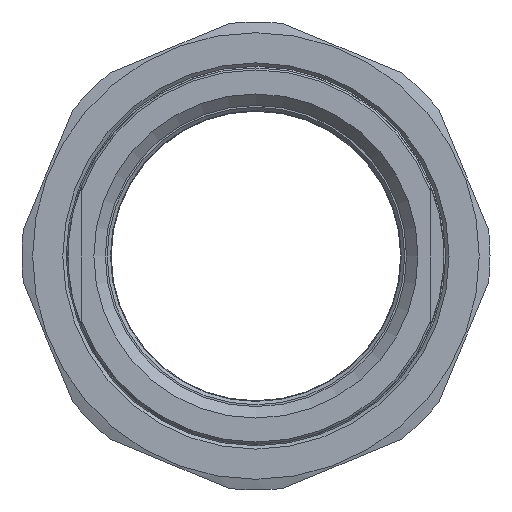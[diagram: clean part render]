
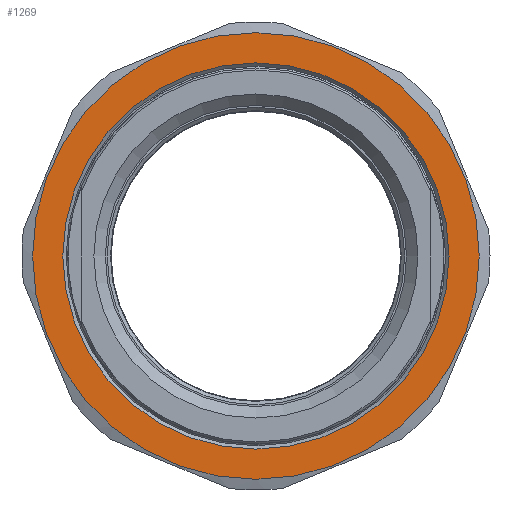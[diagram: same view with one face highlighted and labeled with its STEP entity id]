
A CAD part, left-side view. The second image highlights one B-rep face of the part: STEP entity #1269.
In plain terms, the highlighted planar face has unit normal (-1, 0, 0).
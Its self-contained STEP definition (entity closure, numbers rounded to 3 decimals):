
#47=FACE_BOUND('',#231,.T.);
#110=PLANE('',#1444);
#151=FACE_OUTER_BOUND('',#230,.T.);
#230=EDGE_LOOP('',(#952));
#231=EDGE_LOOP('',(#953));
#443=CIRCLE('',#1431,33.25);
#445=CIRCLE('',#1439,28.75);
#565=VERTEX_POINT('',#2129);
#567=VERTEX_POINT('',#2183);
#694=EDGE_CURVE('',#565,#565,#443,.T.);
#711=EDGE_CURVE('',#567,#567,#445,.T.);
#952=ORIENTED_EDGE('',*,*,#694,.T.);
#953=ORIENTED_EDGE('',*,*,#711,.F.);
#1269=ADVANCED_FACE('',(#151,#47),#110,.F.);
#1431=AXIS2_PLACEMENT_3D('',#2131,#1672,#1673);
#1439=AXIS2_PLACEMENT_3D('',#2184,#1689,#1690);
#1444=AXIS2_PLACEMENT_3D('',#2194,#1701,#1702);
#1672=DIRECTION('center_axis',(-1.,0.,0.));
#1673=DIRECTION('ref_axis',(0.,1.,0.));
#1689=DIRECTION('center_axis',(-1.,0.,0.));
#1690=DIRECTION('ref_axis',(0.,-1.,0.));
#1701=DIRECTION('center_axis',(1.,0.,0.));
#1702=DIRECTION('ref_axis',(0.,0.,-1.));
#2129=CARTESIAN_POINT('',(-20.,-33.25,0.));
#2131=CARTESIAN_POINT('Origin',(-20.,0.,0.));
#2183=CARTESIAN_POINT('',(-20.,28.75,0.));
#2184=CARTESIAN_POINT('Origin',(-20.,0.,0.));
#2194=CARTESIAN_POINT('Origin',(-20.,0.,0.));
